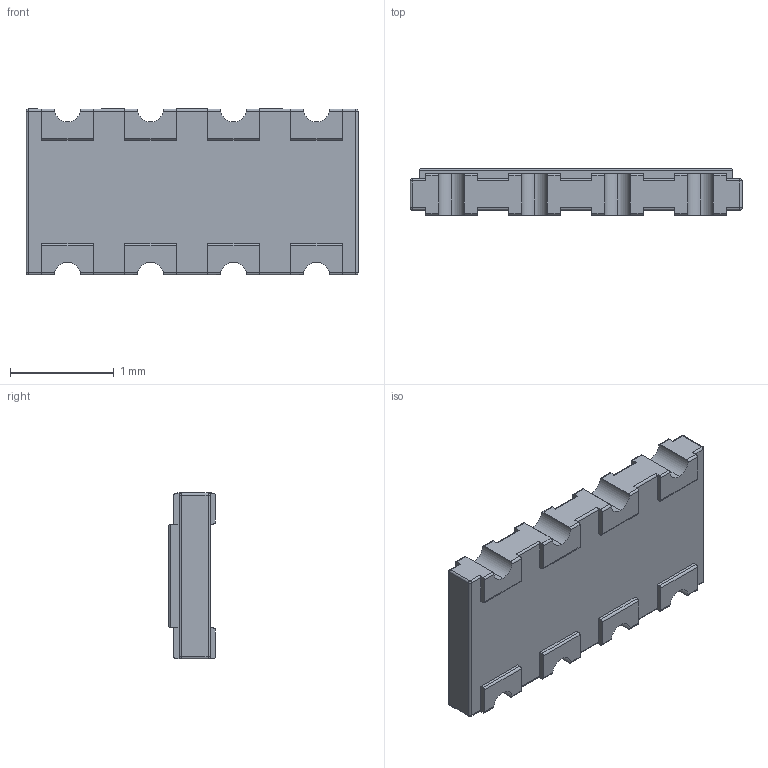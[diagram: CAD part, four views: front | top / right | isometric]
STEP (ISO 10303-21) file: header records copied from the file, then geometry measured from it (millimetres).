
FILE_DESCRIPTION (( 'STEP AP214' ), '1' );
FILE_NAME ('cat16.STEP', '2021-04-30T00:49:14', ( 'Lukyanov A' ), ( '' ), 'SwSTEP 2.0', 'SolidWorks 2015', '' );
FILE_SCHEMA (( 'AUTOMOTIVE_DESIGN' ));
Length unit declared in the file: millimetre
Products named in the file (1): cat16
Bounding box: 3.2 x 0.45 x 1.6 mm (x, y, z)
Volume: 1.9 mm3; surface area: 14.6 mm2
Topology: 1 solids, 1 shells, 225 faces, 640 edges, 412 vertices
Faces by surface type: plane 121, cylinder 84, bspline 12, sphere 8
Entity records: 8914 total; most frequent: CARTESIAN_POINT 2086, ORIENTED_EDGE 1264, DIRECTION 1128, EDGE_CURVE 632, LINE 444, VECTOR 444, VERTEX_POINT 412, AXIS2_PLACEMENT_3D 342
